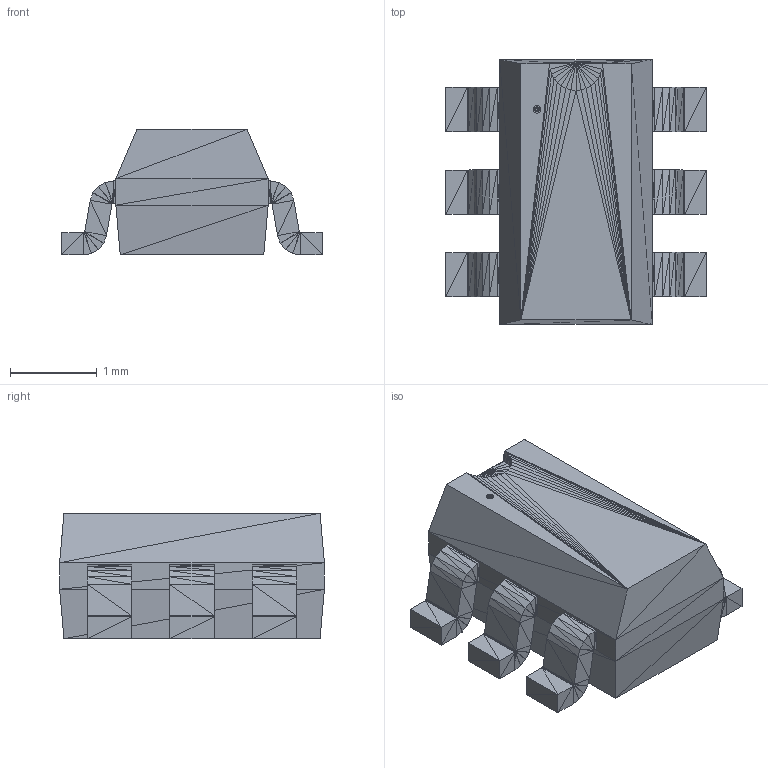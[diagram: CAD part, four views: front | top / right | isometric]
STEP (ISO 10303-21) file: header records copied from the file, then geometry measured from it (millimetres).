
FILE_DESCRIPTION(('STEP AP214'),'1');
FILE_NAME('DBV6-M','2016-09-12T21:41:51',(''),(''),'','','');
FILE_SCHEMA(('AUTOMOTIVE_DESIGN'));
Length unit declared in the file: millimetre
Products named in the file (1): product
Bounding box: 3 x 3.05 x 1.45 mm (x, y, z)
Surface area: 33.5 mm2 (no closed solid volume)
Topology: 0 solids, 685 shells, 685 faces, 2055 edges, 2055 vertices
Faces by surface type: plane 685
Entity records: 22664 total; most frequent: CARTESIAN_POINT 4796, DIRECTION 3427, ORIENTED_EDGE 2055, EDGE_CURVE 2055, VERTEX_POINT 2055, LINE 2055, VECTOR 2055, AXIS2_PLACEMENT_3D 686
